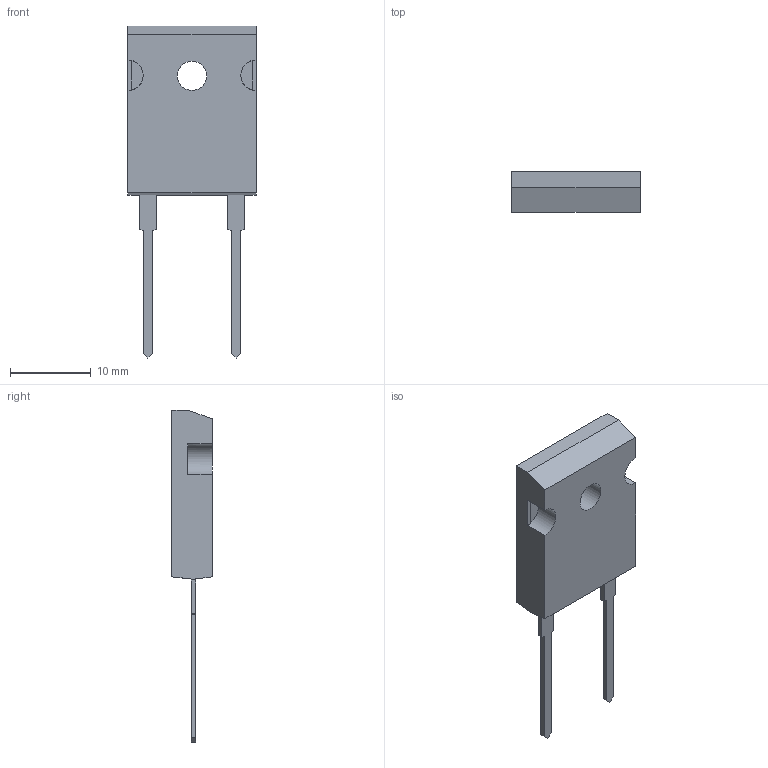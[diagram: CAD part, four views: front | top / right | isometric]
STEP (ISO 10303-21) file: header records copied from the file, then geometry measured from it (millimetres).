
FILE_DESCRIPTION(('FreeCAD Model'),'2;1');
FILE_NAME('D_DO-247-2_Vertical.step','2018-04-07T21:36:18',('kicad StepUp'),( 'ksu MCAD'),'Open CASCADE STEP processor 6.8','FreeCAD','Unknown');
FILE_SCHEMA(('AUTOMOTIVE_DESIGN_CC2 { 1 2 10303 214 -1 1 5 4 }'));
Length unit declared in the file: millimetre
Products named in the file (1): D_DO-247-2_Vertical
Bounding box: 15.9 x 5.03 x 41.1 mm (x, y, z)
Volume: 1580 mm3; surface area: 1219.6 mm2
Topology: 1 solids, 1 shells, 54 faces, 147 edges, 98 vertices
Faces by surface type: plane 49, cylinder 5
Full cylindrical faces by diameter (mm): 3.61 x1, 7.19 x1, 7.4 x1
Entity records: 2080 total; most frequent: CARTESIAN_POINT 300, ORIENTED_EDGE 294, DIRECTION 271, EDGE_CURVE 147, LINE 133, VECTOR 133, VERTEX_POINT 98, AXIS2_PLACEMENT_3D 69
